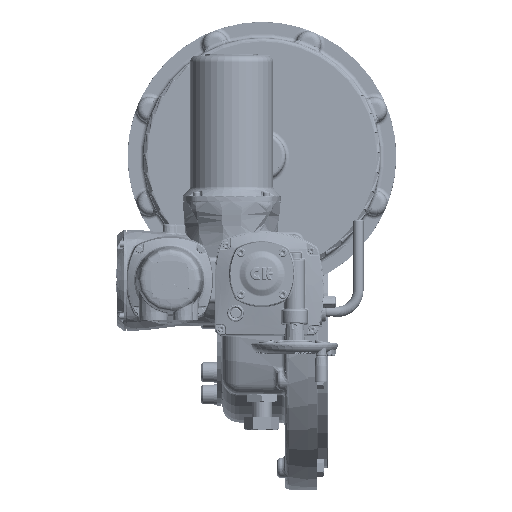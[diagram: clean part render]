
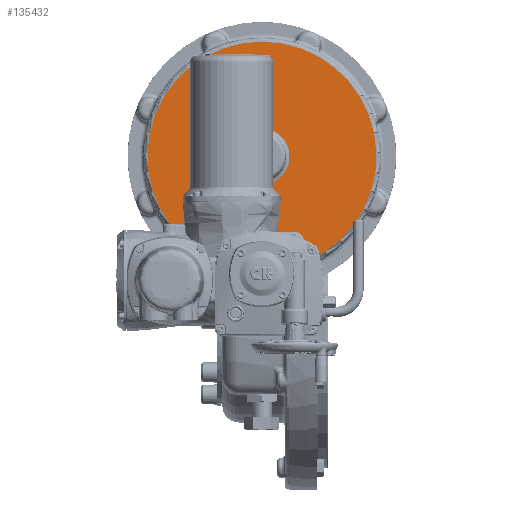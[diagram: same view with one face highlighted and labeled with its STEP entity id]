
A CAD part, top view. The second image highlights one B-rep face of the part: STEP entity #135432.
In plain terms, the highlighted planar face has unit normal (0, 0, 1).
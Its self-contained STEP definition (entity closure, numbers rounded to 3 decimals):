
#4478=B_SPLINE_CURVE_WITH_KNOTS('',3,(#187466,#187467,#187468,#187469,#187470,
#187471,#187472,#187473,#187474,#187475,#187476,#187477,#187478,#187479,
#187480,#187481,#187482,#187483,#187484,#187485,#187486,#187487,#187488,
#187489,#187490),.UNSPECIFIED.,.F.,.F.,(4,1,1,1,1,1,1,1,1,1,1,1,1,1,1,1,
1,1,1,1,1,1,4),(0.,0.063,0.125,0.156,0.188,0.219,0.234,0.25,0.266,
0.281,0.313,0.375,0.438,0.469,0.484,0.5,0.516,0.531,0.563,
0.625,0.688,0.75,1.),.UNSPECIFIED.);
#4537=B_SPLINE_CURVE_WITH_KNOTS('',3,(#189507,#189508,#189509,#189510,#189511,
#189512,#189513,#189514,#189515,#189516,#189517,#189518,#189519,#189520,
#189521,#189522,#189523,#189524,#189525,#189526,#189527,#189528,#189529,
#189530,#189531,#189532,#189533),.UNSPECIFIED.,.F.,.F.,(4,1,1,1,1,1,1,1,
1,1,1,1,1,1,1,1,1,1,1,1,1,1,1,1,4),(0.,0.25,0.313,0.375,0.438,0.469,
0.484,0.5,0.516,0.531,0.563,0.625,0.688,0.719,0.734,0.742,
0.75,0.758,0.766,0.781,0.813,0.844,0.875,0.938,1.),
 .UNSPECIFIED.);
#11945=LINE('',#186621,#16092);
#11950=LINE('',#186781,#16097);
#11955=LINE('',#187045,#16102);
#11961=LINE('',#187232,#16108);
#11966=LINE('',#187527,#16113);
#11968=LINE('',#187535,#16115);
#11996=LINE('',#189473,#16143);
#11998=LINE('',#189501,#16145);
#11999=LINE('',#189505,#16146);
#16092=VECTOR('',#152088,1000.);
#16097=VECTOR('',#152111,1000.);
#16102=VECTOR('',#152140,1000.);
#16108=VECTOR('',#152164,1000.);
#16113=VECTOR('',#152191,1000.);
#16115=VECTOR('',#152203,1000.);
#16143=VECTOR('',#152547,1000.);
#16145=VECTOR('',#152561,1000.);
#16146=VECTOR('',#152564,1000.);
#24333=ORIENTED_EDGE('',*,*,#50358,.T.);
#24334=ORIENTED_EDGE('',*,*,#50279,.F.);
#24335=ORIENTED_EDGE('',*,*,#50537,.F.);
#24336=ORIENTED_EDGE('',*,*,#50294,.T.);
#24337=ORIENTED_EDGE('',*,*,#50542,.T.);
#24338=ORIENTED_EDGE('',*,*,#50332,.T.);
#24339=ORIENTED_EDGE('',*,*,#50543,.F.);
#24340=ORIENTED_EDGE('',*,*,#50544,.T.);
#24341=ORIENTED_EDGE('',*,*,#50545,.F.);
#24342=ORIENTED_EDGE('',*,*,#50546,.T.);
#24343=ORIENTED_EDGE('',*,*,#50541,.F.);
#24344=ORIENTED_EDGE('',*,*,#50343,.F.);
#24345=ORIENTED_EDGE('',*,*,#50349,.F.);
#24346=ORIENTED_EDGE('',*,*,#50353,.T.);
#24347=ORIENTED_EDGE('',*,*,#50354,.F.);
#24348=ORIENTED_EDGE('',*,*,#50313,.F.);
#50279=EDGE_CURVE('',#63803,#63805,#11945,.T.);
#50294=EDGE_CURVE('',#63814,#63816,#11950,.T.);
#50313=EDGE_CURVE('',#63829,#63830,#11955,.T.);
#50332=EDGE_CURVE('',#63840,#63839,#11961,.T.);
#50343=EDGE_CURVE('',#63847,#63848,#4478,.F.);
#50349=EDGE_CURVE('',#63852,#63847,#11966,.T.);
#50353=EDGE_CURVE('',#63852,#63853,#72058,.T.);
#50354=EDGE_CURVE('',#63830,#63853,#11968,.T.);
#50358=EDGE_CURVE('',#63829,#63805,#72062,.T.);
#50537=EDGE_CURVE('',#63814,#63803,#11996,.T.);
#50541=EDGE_CURVE('',#63848,#63950,#72160,.T.);
#50542=EDGE_CURVE('',#63816,#63840,#72161,.T.);
#50543=EDGE_CURVE('',#63952,#63839,#11998,.T.);
#50544=EDGE_CURVE('',#63952,#63953,#72162,.T.);
#50545=EDGE_CURVE('',#63954,#63953,#11999,.T.);
#50546=EDGE_CURVE('',#63954,#63950,#4537,.T.);
#63803=VERTEX_POINT('',#186619);
#63805=VERTEX_POINT('',#186622);
#63814=VERTEX_POINT('',#186776);
#63816=VERTEX_POINT('',#186780);
#63829=VERTEX_POINT('',#187042);
#63830=VERTEX_POINT('',#187046);
#63839=VERTEX_POINT('',#187206);
#63840=VERTEX_POINT('',#187229);
#63847=VERTEX_POINT('',#187491);
#63848=VERTEX_POINT('',#187492);
#63852=VERTEX_POINT('',#187526);
#63853=VERTEX_POINT('',#187532);
#63950=VERTEX_POINT('',#189495);
#63952=VERTEX_POINT('',#189502);
#63953=VERTEX_POINT('',#189504);
#63954=VERTEX_POINT('',#189506);
#72058=CIRCLE('',#142016,14.);
#72062=CIRCLE('',#142024,42.);
#72160=CIRCLE('',#142179,174.);
#72161=CIRCLE('',#142181,42.);
#72162=CIRCLE('',#142182,14.);
#75782=EDGE_LOOP('',(#24333,#24334,#24335,#24336,#24337,#24338,#24339,#24340,
#24341,#24342,#24343,#24344,#24345,#24346,#24347,#24348));
#82858=FACE_BOUND('',#75782,.T.);
#89099=PLANE('',#142180);
#135432=ADVANCED_FACE('',(#82858),#89099,.F.);
#142016=AXIS2_PLACEMENT_3D('',#187533,#152199,#152200);
#142024=AXIS2_PLACEMENT_3D('',#187542,#152216,#152217);
#142179=AXIS2_PLACEMENT_3D('',#189498,#152555,#152556);
#142180=AXIS2_PLACEMENT_3D('',#189499,#152557,#152558);
#142181=AXIS2_PLACEMENT_3D('',#189500,#152559,#152560);
#142182=AXIS2_PLACEMENT_3D('',#189503,#152562,#152563);
#152088=DIRECTION('',(0.,-1.,0.));
#152111=DIRECTION('',(0.,-1.,0.));
#152140=DIRECTION('',(0.,-1.,0.));
#152164=DIRECTION('',(0.,-1.,0.));
#152191=DIRECTION('',(0.,-1.,0.));
#152199=DIRECTION('',(0.,0.,-1.));
#152200=DIRECTION('',(0.,-1.,0.));
#152203=DIRECTION('',(-1.,0.,0.));
#152216=DIRECTION('',(0.,0.,-1.));
#152217=DIRECTION('',(0.,-1.,0.));
#152547=DIRECTION('',(-1.,0.,0.));
#152555=DIRECTION('',(0.,0.,-1.));
#152556=DIRECTION('',(0.,-1.,0.));
#152557=DIRECTION('',(0.,0.,-1.));
#152558=DIRECTION('',(0.,-1.,0.));
#152559=DIRECTION('',(0.,0.,-1.));
#152560=DIRECTION('',(0.,-1.,0.));
#152561=DIRECTION('',(-1.,0.,0.));
#152562=DIRECTION('',(0.,0.,-1.));
#152563=DIRECTION('',(0.,-1.,0.));
#152564=DIRECTION('',(0.,1.,0.));
#186619=CARTESIAN_POINT('',(-13.,332.96,-214.5));
#186621=CARTESIAN_POINT('',(-13.,332.96,-214.5));
#186622=CARTESIAN_POINT('',(-13.,218.897,-214.5));
#186776=CARTESIAN_POINT('',(13.,332.96,-214.5));
#186780=CARTESIAN_POINT('',(13.,218.897,-214.5));
#186781=CARTESIAN_POINT('',(13.,178.96,-214.5));
#187042=CARTESIAN_POINT('',(-13.,139.023,-214.5));
#187045=CARTESIAN_POINT('',(-13.,137.547,-214.5));
#187046=CARTESIAN_POINT('',(-13.,64.,-214.5));
#187206=CARTESIAN_POINT('',(13.,64.,-214.5));
#187229=CARTESIAN_POINT('',(13.,139.023,-214.5));
#187232=CARTESIAN_POINT('',(13.,178.96,-214.5));
#187466=CARTESIAN_POINT('',(-70.,19.662,-214.5));
#187467=CARTESIAN_POINT('',(-69.746,19.363,-214.5));
#187468=CARTESIAN_POINT('',(-69.278,18.81,-214.5));
#187469=CARTESIAN_POINT('',(-68.792,18.23,-214.5));
#187470=CARTESIAN_POINT('',(-68.463,17.835,-214.5));
#187471=CARTESIAN_POINT('',(-68.245,17.57,-214.5));
#187472=CARTESIAN_POINT('',(-68.093,17.383,-214.5));
#187473=CARTESIAN_POINT('',(-67.974,17.236,-214.5));
#187474=CARTESIAN_POINT('',(-67.925,17.175,-214.5));
#187475=CARTESIAN_POINT('',(-67.758,16.964,-214.5));
#187476=CARTESIAN_POINT('',(-67.582,16.739,-214.5));
#187477=CARTESIAN_POINT('',(-67.264,16.325,-214.5));
#187478=CARTESIAN_POINT('',(-66.851,15.764,-214.5));
#187479=CARTESIAN_POINT('',(-66.473,15.219,-214.5));
#187480=CARTESIAN_POINT('',(-66.234,14.856,-214.5));
#187481=CARTESIAN_POINT('',(-66.099,14.644,-214.5));
#187482=CARTESIAN_POINT('',(-66.014,14.509,-214.5));
#187483=CARTESIAN_POINT('',(-65.879,14.289,-214.5));
#187484=CARTESIAN_POINT('',(-65.723,14.027,-214.5));
#187485=CARTESIAN_POINT('',(-65.456,13.556,-214.5));
#187486=CARTESIAN_POINT('',(-65.118,12.898,-214.5));
#187487=CARTESIAN_POINT('',(-64.773,12.116,-214.5));
#187488=CARTESIAN_POINT('',(-64.209,10.575,-214.5));
#187489=CARTESIAN_POINT('',(-64.,9.335,-214.5));
#187490=CARTESIAN_POINT('',(-64.,8.371,-214.5));
#187491=CARTESIAN_POINT('',(-64.,8.371,-214.5));
#187492=CARTESIAN_POINT('',(-70.,19.662,-214.5));
#187526=CARTESIAN_POINT('',(-64.,50.,-214.5));
#187527=CARTESIAN_POINT('',(-64.,50.,-214.5));
#187532=CARTESIAN_POINT('',(-50.,64.,-214.5));
#187533=CARTESIAN_POINT('',(-50.,50.,-214.5));
#187535=CARTESIAN_POINT('',(50.,64.,-214.5));
#187542=CARTESIAN_POINT('',(0.,178.96,-214.5));
#189473=CARTESIAN_POINT('',(0.,332.96,-214.5));
#189495=CARTESIAN_POINT('',(70.,19.662,-214.5));
#189498=CARTESIAN_POINT('',(0.,178.96,-214.5));
#189499=CARTESIAN_POINT('',(0.,178.96,-214.5));
#189500=CARTESIAN_POINT('',(0.,178.96,-214.5));
#189501=CARTESIAN_POINT('',(50.,64.,-214.5));
#189502=CARTESIAN_POINT('',(50.,64.,-214.5));
#189503=CARTESIAN_POINT('',(50.,50.,-214.5));
#189504=CARTESIAN_POINT('',(64.,50.,-214.5));
#189505=CARTESIAN_POINT('',(64.,-50.,-214.5));
#189506=CARTESIAN_POINT('',(64.,8.371,-214.5));
#189507=CARTESIAN_POINT('',(64.,8.371,-214.5));
#189508=CARTESIAN_POINT('',(64.,9.335,-214.5));
#189509=CARTESIAN_POINT('',(64.209,10.575,-214.5));
#189510=CARTESIAN_POINT('',(64.773,12.116,-214.5));
#189511=CARTESIAN_POINT('',(65.118,12.898,-214.5));
#189512=CARTESIAN_POINT('',(65.456,13.556,-214.5));
#189513=CARTESIAN_POINT('',(65.723,14.027,-214.5));
#189514=CARTESIAN_POINT('',(65.879,14.289,-214.5));
#189515=CARTESIAN_POINT('',(66.014,14.509,-214.5));
#189516=CARTESIAN_POINT('',(66.098,14.643,-214.5));
#189517=CARTESIAN_POINT('',(66.234,14.856,-214.5));
#189518=CARTESIAN_POINT('',(66.473,15.219,-214.5));
#189519=CARTESIAN_POINT('',(66.85,15.763,-214.5));
#189520=CARTESIAN_POINT('',(67.267,16.328,-214.5));
#189521=CARTESIAN_POINT('',(67.577,16.733,-214.5));
#189522=CARTESIAN_POINT('',(67.742,16.943,-214.5));
#189523=CARTESIAN_POINT('',(67.831,17.057,-214.5));
#189524=CARTESIAN_POINT('',(67.915,17.163,-214.5));
#189525=CARTESIAN_POINT('',(67.939,17.192,-214.5));
#189526=CARTESIAN_POINT('',(67.994,17.262,-214.5));
#189527=CARTESIAN_POINT('',(68.088,17.378,-214.5));
#189528=CARTESIAN_POINT('',(68.246,17.571,-214.5));
#189529=CARTESIAN_POINT('',(68.462,17.834,-214.5));
#189530=CARTESIAN_POINT('',(68.792,18.23,-214.5));
#189531=CARTESIAN_POINT('',(69.278,18.809,-214.5));
#189532=CARTESIAN_POINT('',(69.746,19.363,-214.5));
#189533=CARTESIAN_POINT('',(70.,19.662,-214.5));
